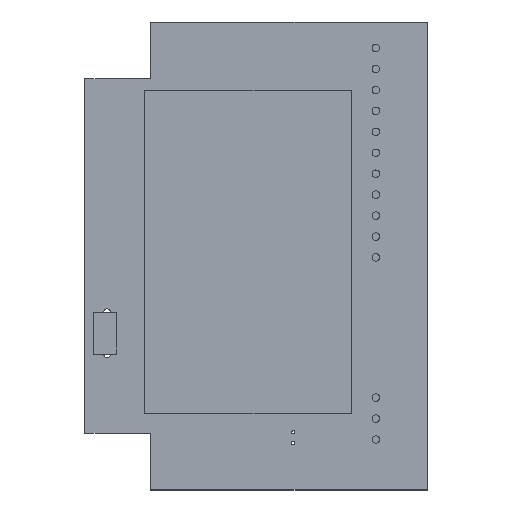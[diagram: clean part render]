
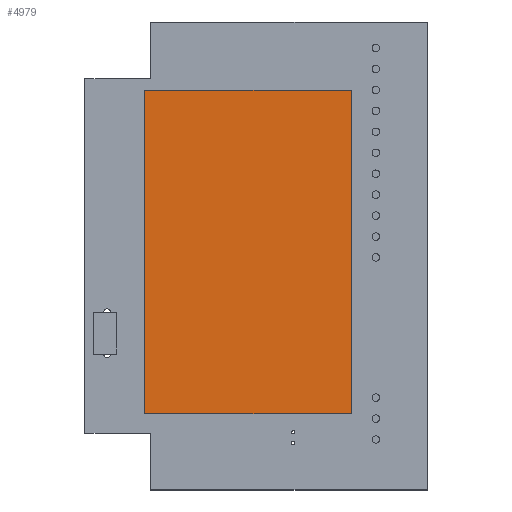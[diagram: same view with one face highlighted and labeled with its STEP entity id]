
A CAD part, top view. The second image highlights one B-rep face of the part: STEP entity #4979.
In plain terms, the highlighted planar face has unit normal (0, 0, 1).
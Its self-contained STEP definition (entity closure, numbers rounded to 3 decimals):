
#4665 = VERTEX_POINT('',#4666);
#4666 = CARTESIAN_POINT('',(-12.525,-19.6,5.5));
#4673 = PLANE('',#4674);
#4674 = AXIS2_PLACEMENT_3D('',#4675,#4676,#4677);
#4675 = CARTESIAN_POINT('',(-12.525,-19.6,0.));
#4676 = DIRECTION('',(-1.,0.,0.));
#4677 = DIRECTION('',(0.,1.,0.));
#4685 = PLANE('',#4686);
#4686 = AXIS2_PLACEMENT_3D('',#4687,#4688,#4689);
#4687 = CARTESIAN_POINT('',(12.525,-19.6,0.));
#4688 = DIRECTION('',(0.,-1.,0.));
#4689 = DIRECTION('',(-1.,0.,0.));
#4697 = EDGE_CURVE('',#4665,#4698,#4700,.T.);
#4698 = VERTEX_POINT('',#4699);
#4699 = CARTESIAN_POINT('',(-12.525,19.6,5.5));
#4700 = SURFACE_CURVE('',#4701,(#4705,#4712),.PCURVE_S1.);
#4701 = LINE('',#4702,#4703);
#4702 = CARTESIAN_POINT('',(-12.525,-19.6,5.5));
#4703 = VECTOR('',#4704,1.);
#4704 = DIRECTION('',(0.,1.,0.));
#4705 = PCURVE('',#4673,#4706);
#4706 = DEFINITIONAL_REPRESENTATION('',(#4707),#4711);
#4707 = LINE('',#4708,#4709);
#4708 = CARTESIAN_POINT('',(0.,-5.5));
#4709 = VECTOR('',#4710,1.);
#4710 = DIRECTION('',(1.,0.));
#4711 = ( GEOMETRIC_REPRESENTATION_CONTEXT(2) 
PARAMETRIC_REPRESENTATION_CONTEXT() REPRESENTATION_CONTEXT('2D SPACE',''
  ) );
#4712 = PCURVE('',#4713,#4718);
#4713 = PLANE('',#4714);
#4714 = AXIS2_PLACEMENT_3D('',#4715,#4716,#4717);
#4715 = CARTESIAN_POINT('',(-12.525,-19.6,5.5));
#4716 = DIRECTION('',(0.,0.,1.));
#4717 = DIRECTION('',(1.,0.,0.));
#4718 = DEFINITIONAL_REPRESENTATION('',(#4719),#4723);
#4719 = LINE('',#4720,#4721);
#4720 = CARTESIAN_POINT('',(0.,0.));
#4721 = VECTOR('',#4722,1.);
#4722 = DIRECTION('',(0.,1.));
#4723 = ( GEOMETRIC_REPRESENTATION_CONTEXT(2) 
PARAMETRIC_REPRESENTATION_CONTEXT() REPRESENTATION_CONTEXT('2D SPACE',''
  ) );
#4741 = PLANE('',#4742);
#4742 = AXIS2_PLACEMENT_3D('',#4743,#4744,#4745);
#4743 = CARTESIAN_POINT('',(-12.525,19.6,0.));
#4744 = DIRECTION('',(0.,1.,0.));
#4745 = DIRECTION('',(1.,0.,0.));
#4783 = EDGE_CURVE('',#4698,#4784,#4786,.T.);
#4784 = VERTEX_POINT('',#4785);
#4785 = CARTESIAN_POINT('',(12.525,19.6,5.5));
#4786 = SURFACE_CURVE('',#4787,(#4791,#4798),.PCURVE_S1.);
#4787 = LINE('',#4788,#4789);
#4788 = CARTESIAN_POINT('',(-12.525,19.6,5.5));
#4789 = VECTOR('',#4790,1.);
#4790 = DIRECTION('',(1.,0.,0.));
#4791 = PCURVE('',#4741,#4792);
#4792 = DEFINITIONAL_REPRESENTATION('',(#4793),#4797);
#4793 = LINE('',#4794,#4795);
#4794 = CARTESIAN_POINT('',(0.,-5.5));
#4795 = VECTOR('',#4796,1.);
#4796 = DIRECTION('',(1.,0.));
#4797 = ( GEOMETRIC_REPRESENTATION_CONTEXT(2) 
PARAMETRIC_REPRESENTATION_CONTEXT() REPRESENTATION_CONTEXT('2D SPACE',''
  ) );
#4798 = PCURVE('',#4713,#4799);
#4799 = DEFINITIONAL_REPRESENTATION('',(#4800),#4804);
#4800 = LINE('',#4801,#4802);
#4801 = CARTESIAN_POINT('',(0.,39.2));
#4802 = VECTOR('',#4803,1.);
#4803 = DIRECTION('',(1.,0.));
#4804 = ( GEOMETRIC_REPRESENTATION_CONTEXT(2) 
PARAMETRIC_REPRESENTATION_CONTEXT() REPRESENTATION_CONTEXT('2D SPACE',''
  ) );
#4822 = PLANE('',#4823);
#4823 = AXIS2_PLACEMENT_3D('',#4824,#4825,#4826);
#4824 = CARTESIAN_POINT('',(12.525,19.6,0.));
#4825 = DIRECTION('',(1.,0.,0.));
#4826 = DIRECTION('',(0.,-1.,0.));
#4859 = EDGE_CURVE('',#4784,#4860,#4862,.T.);
#4860 = VERTEX_POINT('',#4861);
#4861 = CARTESIAN_POINT('',(12.525,-19.6,5.5));
#4862 = SURFACE_CURVE('',#4863,(#4867,#4874),.PCURVE_S1.);
#4863 = LINE('',#4864,#4865);
#4864 = CARTESIAN_POINT('',(12.525,19.6,5.5));
#4865 = VECTOR('',#4866,1.);
#4866 = DIRECTION('',(0.,-1.,0.));
#4867 = PCURVE('',#4822,#4868);
#4868 = DEFINITIONAL_REPRESENTATION('',(#4869),#4873);
#4869 = LINE('',#4870,#4871);
#4870 = CARTESIAN_POINT('',(0.,-5.5));
#4871 = VECTOR('',#4872,1.);
#4872 = DIRECTION('',(1.,0.));
#4873 = ( GEOMETRIC_REPRESENTATION_CONTEXT(2) 
PARAMETRIC_REPRESENTATION_CONTEXT() REPRESENTATION_CONTEXT('2D SPACE',''
  ) );
#4874 = PCURVE('',#4713,#4875);
#4875 = DEFINITIONAL_REPRESENTATION('',(#4876),#4880);
#4876 = LINE('',#4877,#4878);
#4877 = CARTESIAN_POINT('',(25.05,39.2));
#4878 = VECTOR('',#4879,1.);
#4879 = DIRECTION('',(0.,-1.));
#4880 = ( GEOMETRIC_REPRESENTATION_CONTEXT(2) 
PARAMETRIC_REPRESENTATION_CONTEXT() REPRESENTATION_CONTEXT('2D SPACE',''
  ) );
#4930 = EDGE_CURVE('',#4860,#4665,#4931,.T.);
#4931 = SURFACE_CURVE('',#4932,(#4936,#4943),.PCURVE_S1.);
#4932 = LINE('',#4933,#4934);
#4933 = CARTESIAN_POINT('',(12.525,-19.6,5.5));
#4934 = VECTOR('',#4935,1.);
#4935 = DIRECTION('',(-1.,0.,0.));
#4936 = PCURVE('',#4685,#4937);
#4937 = DEFINITIONAL_REPRESENTATION('',(#4938),#4942);
#4938 = LINE('',#4939,#4940);
#4939 = CARTESIAN_POINT('',(0.,-5.5));
#4940 = VECTOR('',#4941,1.);
#4941 = DIRECTION('',(1.,0.));
#4942 = ( GEOMETRIC_REPRESENTATION_CONTEXT(2) 
PARAMETRIC_REPRESENTATION_CONTEXT() REPRESENTATION_CONTEXT('2D SPACE',''
  ) );
#4943 = PCURVE('',#4713,#4944);
#4944 = DEFINITIONAL_REPRESENTATION('',(#4945),#4949);
#4945 = LINE('',#4946,#4947);
#4946 = CARTESIAN_POINT('',(25.05,0.));
#4947 = VECTOR('',#4948,1.);
#4948 = DIRECTION('',(-1.,0.));
#4949 = ( GEOMETRIC_REPRESENTATION_CONTEXT(2) 
PARAMETRIC_REPRESENTATION_CONTEXT() REPRESENTATION_CONTEXT('2D SPACE',''
  ) );
#4979 = ADVANCED_FACE('',(#4980),#4713,.T.);
#4980 = FACE_BOUND('',#4981,.F.);
#4981 = EDGE_LOOP('',(#4982,#4983,#4984,#4985));
#4982 = ORIENTED_EDGE('',*,*,#4697,.T.);
#4983 = ORIENTED_EDGE('',*,*,#4783,.T.);
#4984 = ORIENTED_EDGE('',*,*,#4859,.T.);
#4985 = ORIENTED_EDGE('',*,*,#4930,.T.);
